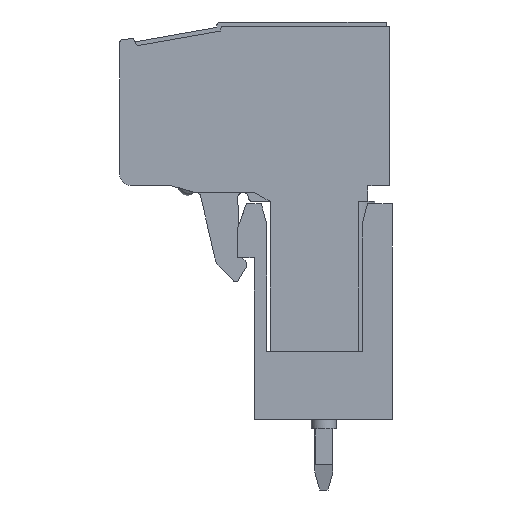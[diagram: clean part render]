
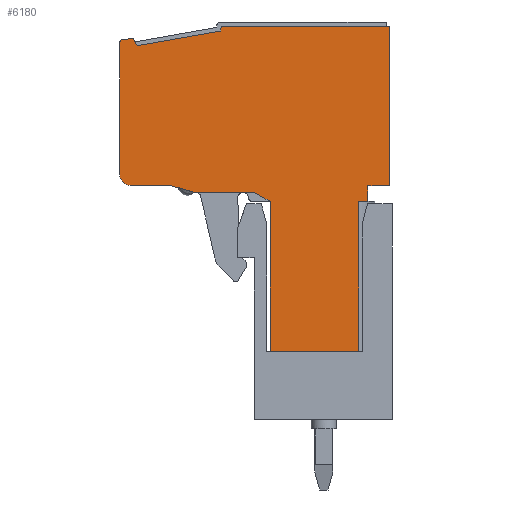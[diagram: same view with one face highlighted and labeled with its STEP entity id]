
A CAD part, front view. The second image highlights one B-rep face of the part: STEP entity #6180.
In plain terms, the highlighted face is planar.
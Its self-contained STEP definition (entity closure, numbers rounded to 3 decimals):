
#374=FACE_OUTER_BOUND('',#723,.T.);
#723=EDGE_LOOP('',(#4609,#4610,#4611,#4612,#4613,#4614,#4615,#4616,#4617,
#4618,#4619,#4620,#4621,#4622,#4623,#4624,#4625,#4626,#4627,#4628,#4629));
#1181=LINE('',#9364,#1830);
#1187=LINE('',#9378,#1836);
#1192=LINE('',#9403,#1841);
#1229=LINE('',#9481,#1878);
#1276=LINE('',#9629,#1925);
#1279=LINE('',#9635,#1928);
#1281=LINE('',#9643,#1930);
#1282=LINE('',#9644,#1931);
#1283=LINE('',#9646,#1932);
#1284=LINE('',#9647,#1933);
#1285=LINE('',#9649,#1934);
#1286=LINE('',#9651,#1935);
#1287=LINE('',#9652,#1936);
#1288=LINE('',#9654,#1937);
#1289=LINE('',#9656,#1938);
#1290=LINE('',#9660,#1939);
#1291=LINE('',#9663,#1940);
#1292=LINE('',#9664,#1941);
#1830=VECTOR('',#7679,1.);
#1836=VECTOR('',#7689,1.);
#1841=VECTOR('',#7712,1.);
#1878=VECTOR('',#7767,1.);
#1925=VECTOR('',#7912,1.);
#1928=VECTOR('',#7917,1.);
#1930=VECTOR('',#7925,1.);
#1931=VECTOR('',#7926,1.);
#1932=VECTOR('',#7927,1.);
#1933=VECTOR('',#7928,1.);
#1934=VECTOR('',#7929,1.);
#1935=VECTOR('',#7930,1.);
#1936=VECTOR('',#7931,1.);
#1937=VECTOR('',#7932,1.);
#1938=VECTOR('',#7933,1.);
#1939=VECTOR('',#7936,1.);
#1940=VECTOR('',#7939,1.);
#1941=VECTOR('',#7940,1.);
#2216=CIRCLE('',#6615,0.2);
#2242=CIRCLE('',#6667,0.2);
#2243=CIRCLE('',#6668,0.6);
#2531=VERTEX_POINT('',#9360);
#2533=VERTEX_POINT('',#9363);
#2537=VERTEX_POINT('',#9372);
#2539=VERTEX_POINT('',#9376);
#2549=VERTEX_POINT('',#9400);
#2550=VERTEX_POINT('',#9402);
#2581=VERTEX_POINT('',#9478);
#2582=VERTEX_POINT('',#9480);
#2583=VERTEX_POINT('',#9484);
#2634=VERTEX_POINT('',#9627);
#2636=VERTEX_POINT('',#9633);
#2638=VERTEX_POINT('',#9641);
#2639=VERTEX_POINT('',#9642);
#2640=VERTEX_POINT('',#9645);
#2641=VERTEX_POINT('',#9648);
#2642=VERTEX_POINT('',#9650);
#2643=VERTEX_POINT('',#9653);
#2644=VERTEX_POINT('',#9655);
#2645=VERTEX_POINT('',#9657);
#2646=VERTEX_POINT('',#9659);
#2647=VERTEX_POINT('',#9661);
#3213=EDGE_CURVE('',#2531,#2533,#1181,.T.);
#3220=EDGE_CURVE('',#2537,#2539,#1187,.T.);
#3231=EDGE_CURVE('',#2550,#2549,#1192,.T.);
#3268=EDGE_CURVE('',#2582,#2581,#1229,.T.);
#3271=EDGE_CURVE('',#2531,#2583,#2216,.T.);
#3340=EDGE_CURVE('',#2634,#2583,#1276,.T.);
#3343=EDGE_CURVE('',#2636,#2634,#1279,.T.);
#3346=EDGE_CURVE('',#2638,#2639,#1281,.T.);
#3347=EDGE_CURVE('',#2639,#2550,#1282,.T.);
#3348=EDGE_CURVE('',#2640,#2549,#1283,.T.);
#3349=EDGE_CURVE('',#2640,#2537,#1284,.T.);
#3350=EDGE_CURVE('',#2641,#2539,#1285,.T.);
#3351=EDGE_CURVE('',#2642,#2641,#1286,.T.);
#3352=EDGE_CURVE('',#2533,#2642,#1287,.T.);
#3353=EDGE_CURVE('',#2643,#2636,#1288,.T.);
#3354=EDGE_CURVE('',#2644,#2643,#1289,.T.);
#3355=EDGE_CURVE('',#2644,#2645,#2242,.T.);
#3356=EDGE_CURVE('',#2646,#2645,#1290,.T.);
#3357=EDGE_CURVE('',#2647,#2646,#2243,.T.);
#3358=EDGE_CURVE('',#2582,#2647,#1291,.T.);
#3359=EDGE_CURVE('',#2638,#2581,#1292,.T.);
#4609=ORIENTED_EDGE('',*,*,#3346,.T.);
#4610=ORIENTED_EDGE('',*,*,#3347,.T.);
#4611=ORIENTED_EDGE('',*,*,#3231,.T.);
#4612=ORIENTED_EDGE('',*,*,#3348,.F.);
#4613=ORIENTED_EDGE('',*,*,#3349,.T.);
#4614=ORIENTED_EDGE('',*,*,#3220,.T.);
#4615=ORIENTED_EDGE('',*,*,#3350,.F.);
#4616=ORIENTED_EDGE('',*,*,#3351,.F.);
#4617=ORIENTED_EDGE('',*,*,#3352,.F.);
#4618=ORIENTED_EDGE('',*,*,#3213,.F.);
#4619=ORIENTED_EDGE('',*,*,#3271,.T.);
#4620=ORIENTED_EDGE('',*,*,#3340,.F.);
#4621=ORIENTED_EDGE('',*,*,#3343,.F.);
#4622=ORIENTED_EDGE('',*,*,#3353,.F.);
#4623=ORIENTED_EDGE('',*,*,#3354,.F.);
#4624=ORIENTED_EDGE('',*,*,#3355,.T.);
#4625=ORIENTED_EDGE('',*,*,#3356,.F.);
#4626=ORIENTED_EDGE('',*,*,#3357,.F.);
#4627=ORIENTED_EDGE('',*,*,#3358,.F.);
#4628=ORIENTED_EDGE('',*,*,#3268,.T.);
#4629=ORIENTED_EDGE('',*,*,#3359,.F.);
#5526=PLANE('',#6666);
#6180=ADVANCED_FACE('',(#374),#5526,.T.);
#6615=AXIS2_PLACEMENT_3D('',#9487,#7772,#7773);
#6666=AXIS2_PLACEMENT_3D('',#9640,#7923,#7924);
#6667=AXIS2_PLACEMENT_3D('',#9658,#7934,#7935);
#6668=AXIS2_PLACEMENT_3D('',#9662,#7937,#7938);
#7679=DIRECTION('',(0.,-1.,0.));
#7689=DIRECTION('',(0.,-1.,0.));
#7712=DIRECTION('',(-1.,0.,0.));
#7767=DIRECTION('',(0.,-1.,0.));
#7772=DIRECTION('center_axis',(0.,0.,1.));
#7773=DIRECTION('ref_axis',(1.,0.,0.));
#7912=DIRECTION('',(1.,0.,0.));
#7917=DIRECTION('',(0.174,-0.985,0.));
#7923=DIRECTION('center_axis',(0.,0.,1.));
#7924=DIRECTION('ref_axis',(1.,0.,0.));
#7925=DIRECTION('',(0.,-1.,0.));
#7926=DIRECTION('',(-0.5,-0.866,0.));
#7927=DIRECTION('',(0.,1.,0.));
#7928=DIRECTION('',(1.,0.,0.));
#7929=DIRECTION('',(-1.,0.,0.));
#7930=DIRECTION('',(0.,1.,0.));
#7931=DIRECTION('',(-1.,0.,0.));
#7932=DIRECTION('',(-0.866,-0.5,0.));
#7933=DIRECTION('',(0.044,-0.999,0.));
#7934=DIRECTION('center_axis',(0.,0.,1.));
#7935=DIRECTION('ref_axis',(1.,0.,0.));
#7936=DIRECTION('',(1.,0.,0.));
#7937=DIRECTION('center_axis',(0.,0.,-1.));
#7938=DIRECTION('ref_axis',(-1.,0.,0.));
#7939=DIRECTION('',(0.044,0.999,0.));
#7940=DIRECTION('',(0.287,0.958,0.));
#9360=CARTESIAN_POINT('',(-16.322,26.878,56.95));
#9363=CARTESIAN_POINT('',(-16.322,17.678,56.95));
#9364=CARTESIAN_POINT('',(-16.322,22.566,56.95));
#9372=CARTESIAN_POINT('',(-26.062,19.408,56.95));
#9376=CARTESIAN_POINT('',(-26.062,18.893,56.95));
#9378=CARTESIAN_POINT('',(-26.062,22.566,56.95));
#9400=CARTESIAN_POINT('',(-34.392,24.323,56.95));
#9402=CARTESIAN_POINT('',(-26.062,24.323,56.95));
#9403=CARTESIAN_POINT('',(-26.697,24.323,56.95));
#9478=CARTESIAN_POINT('',(-25.192,29.778,56.95));
#9480=CARTESIAN_POINT('',(-25.192,31.578,56.95));
#9481=CARTESIAN_POINT('',(-25.192,22.566,56.95));
#9484=CARTESIAN_POINT('',(-16.522,27.078,56.95));
#9487=CARTESIAN_POINT('Origin',(-16.522,26.878,56.95));
#9627=CARTESIAN_POINT('',(-16.592,27.078,56.95));
#9629=CARTESIAN_POINT('',(-26.697,27.078,56.95));
#9633=CARTESIAN_POINT('',(-17.408,31.705,56.95));
#9635=CARTESIAN_POINT('',(-15.797,22.566,56.95));
#9640=CARTESIAN_POINT('Origin',(-18.592,22.62,56.95));
#9641=CARTESIAN_POINT('',(-25.562,28.541,56.95));
#9642=CARTESIAN_POINT('',(-25.562,25.189,56.95));
#9643=CARTESIAN_POINT('',(-25.562,22.566,56.95));
#9644=CARTESIAN_POINT('',(-27.076,22.566,56.95));
#9645=CARTESIAN_POINT('',(-34.392,19.408,56.95));
#9646=CARTESIAN_POINT('',(-34.392,22.566,56.95));
#9647=CARTESIAN_POINT('',(-26.697,19.408,56.95));
#9648=CARTESIAN_POINT('',(-25.192,18.893,56.95));
#9649=CARTESIAN_POINT('',(-26.697,18.893,56.95));
#9650=CARTESIAN_POINT('',(-25.192,17.678,56.95));
#9651=CARTESIAN_POINT('',(-25.192,22.566,56.95));
#9652=CARTESIAN_POINT('',(-26.697,17.678,56.95));
#9653=CARTESIAN_POINT('',(-17.022,31.928,56.95));
#9654=CARTESIAN_POINT('',(-26.697,26.342,56.95));
#9655=CARTESIAN_POINT('',(-17.047,32.487,56.95));
#9656=CARTESIAN_POINT('',(-16.614,22.566,56.95));
#9657=CARTESIAN_POINT('',(-17.246,32.678,56.95));
#9658=CARTESIAN_POINT('Origin',(-17.246,32.478,56.95));
#9659=CARTESIAN_POINT('',(-24.57,32.678,56.95));
#9660=CARTESIAN_POINT('',(-26.697,32.678,56.95));
#9661=CARTESIAN_POINT('',(-25.169,32.104,56.95));
#9662=CARTESIAN_POINT('Origin',(-24.57,32.078,56.95));
#9663=CARTESIAN_POINT('',(-25.586,22.566,56.95));
#9664=CARTESIAN_POINT('',(-27.349,22.566,56.95));
